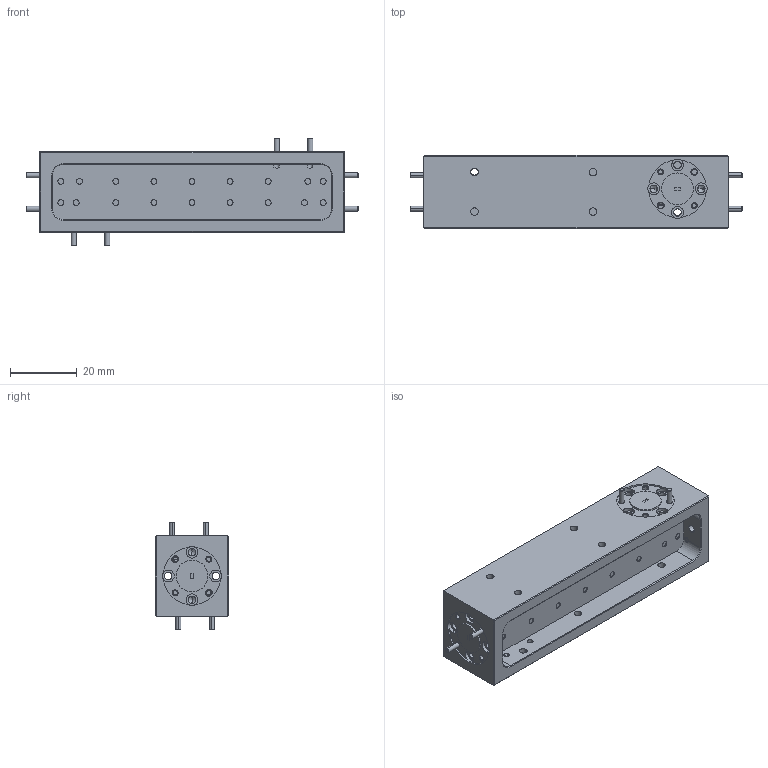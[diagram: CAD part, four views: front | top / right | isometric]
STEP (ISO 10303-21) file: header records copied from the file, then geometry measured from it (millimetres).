
FILE_DESCRIPTION (( 'STEP AP203' ), '1' );
FILE_NAME ('WD-DB-D-A.STEP', '2022-10-29T01:12:50', ( '' ), ( '' ), 'SwSTEP 2.0', 'SolidWorks 2021', '' );
FILE_SCHEMA (( 'CONFIG_CONTROL_DESIGN' ));
Length unit declared in the file: inch
Products named in the file (1): WD-DB-D-A
Bounding box: 99.69 x 22.01 x 32.38 mm (x, y, z)
Volume: 26603.2 mm3; surface area: 16002.6 mm2
Topology: 63 solids, 63 shells, 1566 faces, 3208 edges, 1904 vertices
Faces by surface type: plane 596, cone 486, cylinder 484
Entity records: 41827 total; most frequent: CARTESIAN_POINT 8227, DIRECTION 7530, ORIENTED_EDGE 6384, EDGE_CURVE 3192, AXIS2_PLACEMENT_3D 3043, VERTEX_POINT 1904, EDGE_LOOP 1786, FACE_OUTER_BOUND 1566
